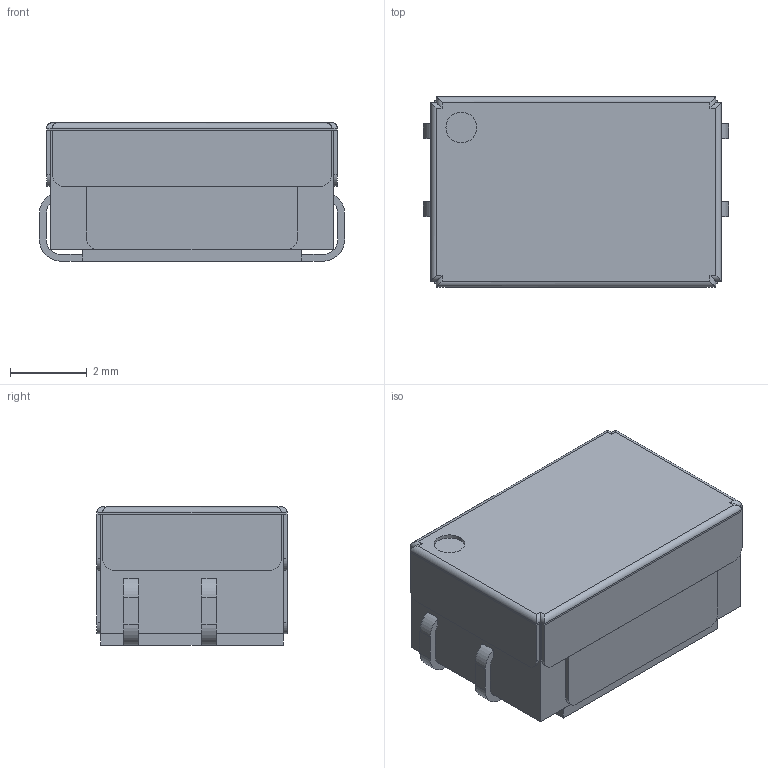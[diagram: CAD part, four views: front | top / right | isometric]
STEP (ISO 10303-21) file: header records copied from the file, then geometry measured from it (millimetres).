
FILE_DESCRIPTION((''),'2;1');
FILE_NAME('REL_COTO_9901-05-20.stp','2010-07-13T14:16:26',(''),(''),'Mechanical Desktop 2010','Mechanical Desktop 2010',', , ');
FILE_SCHEMA(('AUTOMOTIVE_DESIGN { 1 2 10303 214 1 1 1 1 }'));
Length unit declared in the file: millimetre
Products named in the file (1): Product
Bounding box: 7.94 x 4.95 x 3.6 mm (x, y, z)
Volume: 129.9 mm3; surface area: 409.6 mm2
Topology: 14 solids, 14 shells, 140 faces, 326 edges, 214 vertices
Faces by surface type: plane 58, bspline 46, cylinder 36
Entity records: 4134 total; most frequent: CARTESIAN_POINT 929, ORIENTED_EDGE 648, DIRECTION 594, EDGE_CURVE 324, VECTOR 248, LINE 248, VERTEX_POINT 212, AXIS2_PLACEMENT_3D 173
